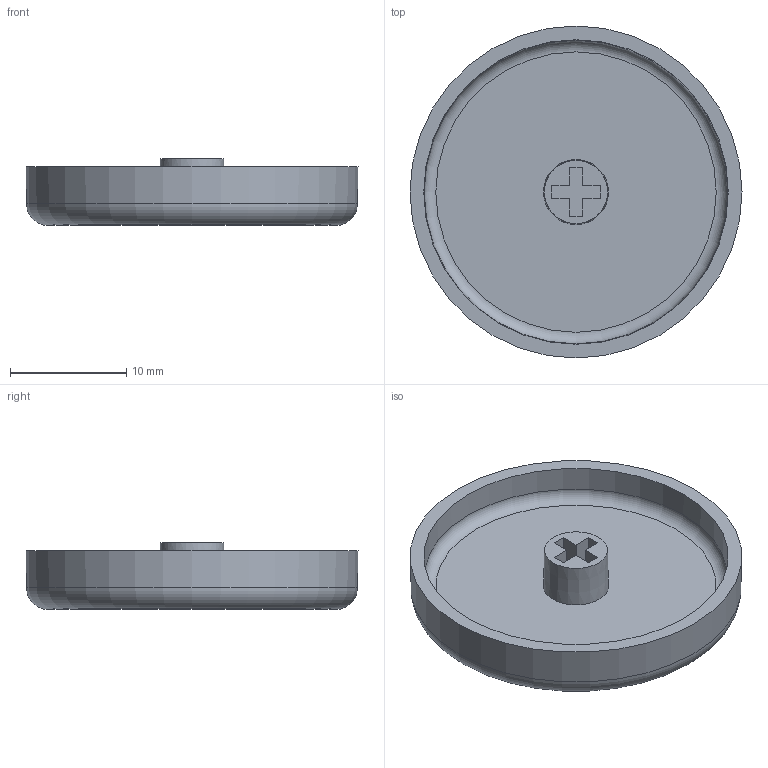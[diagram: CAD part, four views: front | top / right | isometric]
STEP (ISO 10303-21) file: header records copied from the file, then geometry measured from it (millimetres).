
FILE_DESCRIPTION(/* description */ (''),/* implementation_level */ '2;1');
FILE_NAME(/* name */ 'large mx cap.step',/* time_stamp */ '2023-04-25T23:02:09-07:00',/* author */ (''),/* organization */ (''),/* preprocessor_version */ 'ST-DEVELOPER v19.2',/* originating_system */ 'Autodesk Translation Framework v12.4.0.73',/* authorisation */ '');
FILE_SCHEMA (('AUTOMOTIVE_DESIGN { 1 0 10303 214 3 1 1 }'));
Length unit declared in the file: millimetre
Products named in the file (1): full cap set
Bounding box: 28.61 x 28.61 x 5.69 mm (x, y, z)
Volume: 1539.5 mm3; surface area: 2013.6 mm2
Topology: 1 solids, 1 shells, 23 faces, 51 edges, 33 vertices
Faces by surface type: plane 17, cone 3, torus 2, cylinder 1
Full cylindrical faces by diameter (mm): 25.531 x1
Entity records: 661 total; most frequent: DIRECTION 110, CARTESIAN_POINT 108, ORIENTED_EDGE 102, EDGE_CURVE 51, LINE 40, VECTOR 40, AXIS2_PLACEMENT_3D 35, VERTEX_POINT 33
